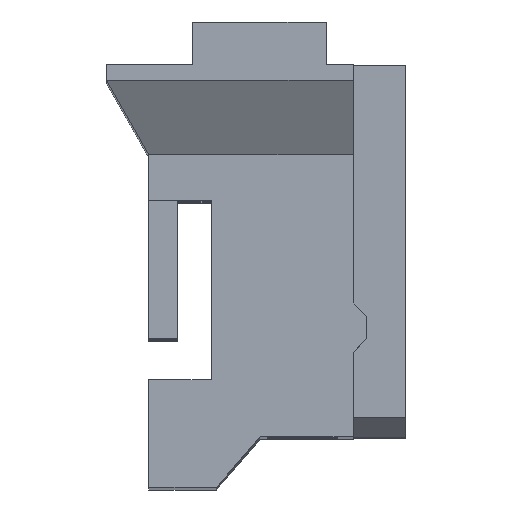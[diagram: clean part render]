
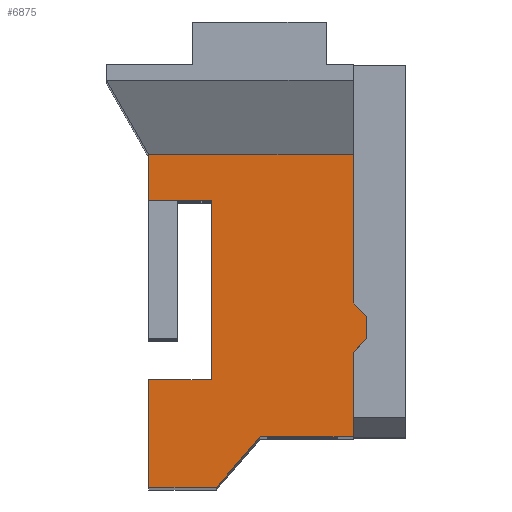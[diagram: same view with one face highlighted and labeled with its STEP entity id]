
A CAD part, top view. The second image highlights one B-rep face of the part: STEP entity #6875.
In plain terms, the highlighted planar face has unit normal (0, 0, 1).
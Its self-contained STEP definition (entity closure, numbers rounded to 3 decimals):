
#154=CARTESIAN_POINT('',(-1.615,4.318,12.265));
#155=VERTEX_POINT('',#154);
#162=CARTESIAN_POINT('',(-1.615,5.004,12.265));
#163=VERTEX_POINT('',#162);
#164=CARTESIAN_POINT('',(-1.615,5.004,12.265));
#165=DIRECTION('',(0.0,-1.0,0.0));
#166=VECTOR('',#165,1.0);
#167=LINE('',#164,#166);
#168=EDGE_CURVE('n� 694',#163,#155,#167,.T.);
#5079=CARTESIAN_POINT('',(-0.595,0.0,12.265));
#5080=VERTEX_POINT('',#5079);
#5087=CARTESIAN_POINT('',(-1.615,0.0,12.265));
#5088=VERTEX_POINT('',#5087);
#5089=CARTESIAN_POINT('',(-2.25,0.0,12.265));
#5090=DIRECTION('',(1.0,0.0,0.0));
#5091=VECTOR('',#5090,1.0);
#5092=LINE('',#5089,#5091);
#5093=EDGE_CURVE('n� 783',#5088,#5080,#5092,.T.);
#5117=CARTESIAN_POINT('',(0.066,0.762,12.265));
#5118=VERTEX_POINT('',#5117);
#5125=CARTESIAN_POINT('',(-0.595,0.0,12.265));
#5126=DIRECTION('',(0.655,0.756,0.0));
#5127=VECTOR('',#5126,1.0);
#5128=LINE('',#5125,#5127);
#5129=EDGE_CURVE('n� 766',#5080,#5118,#5128,.T.);
#5514=CARTESIAN_POINT('',(1.463,0.762,12.265));
#5515=VERTEX_POINT('',#5514);
#5524=CARTESIAN_POINT('',(0.066,0.762,12.265));
#5525=DIRECTION('',(1.0,0.0,0.0));
#5526=VECTOR('',#5525,1.0);
#5527=LINE('',#5524,#5526);
#5528=EDGE_CURVE('n� 767',#5118,#5515,#5527,.T.);
#6007=CARTESIAN_POINT('',(-1.615,1.613,12.265));
#6008=VERTEX_POINT('',#6007);
#6009=CARTESIAN_POINT('',(-1.615,5.004,12.265));
#6010=DIRECTION('',(0.0,-1.0,0.0));
#6011=VECTOR('',#6010,1.0);
#6012=LINE('',#6009,#6011);
#6013=EDGE_CURVE('n� 3711',#6008,#5088,#6012,.T.);
#6778=CARTESIAN_POINT('',(1.463,5.004,12.265));
#6779=VERTEX_POINT('',#6778);
#6780=CARTESIAN_POINT('',(-2.25,5.004,12.265));
#6781=DIRECTION('',(1.0,0.0,0.0));
#6782=VECTOR('',#6781,1.0);
#6783=LINE('',#6780,#6782);
#6784=EDGE_CURVE('n� 782',#163,#6779,#6783,.T.);
#6802=CARTESIAN_POINT('',(-0.675,1.613,12.265));
#6803=VERTEX_POINT('',#6802);
#6804=CARTESIAN_POINT('',(-0.675,4.318,12.265));
#6805=VERTEX_POINT('',#6804);
#6806=CARTESIAN_POINT('',(-0.675,4.318,12.265));
#6807=DIRECTION('',(0.0,1.0,0.0));
#6808=VECTOR('',#6807,1.0);
#6809=LINE('',#6806,#6808);
#6810=EDGE_CURVE('n� 3748',#6803,#6805,#6809,.T.);
#6811=ORIENTED_EDGE('',*,*,#6810,.F.);
#6812=CARTESIAN_POINT('',(-0.675,1.613,12.265));
#6813=DIRECTION('',(-1.0,0.0,0.0));
#6814=VECTOR('',#6813,1.0);
#6815=LINE('',#6812,#6814);
#6816=EDGE_CURVE('n� 3739',#6803,#6008,#6815,.T.);
#6817=ORIENTED_EDGE('',*,*,#6816,.T.);
#6818=ORIENTED_EDGE('',*,*,#6013,.T.);
#6819=ORIENTED_EDGE('',*,*,#5093,.T.);
#6820=ORIENTED_EDGE('',*,*,#5129,.T.);
#6821=ORIENTED_EDGE('',*,*,#5528,.T.);
#6822=CARTESIAN_POINT('',(1.463,2.032,12.265));
#6823=VERTEX_POINT('',#6822);
#6824=CARTESIAN_POINT('',(1.463,0.0,12.265));
#6825=DIRECTION('',(0.0,1.0,0.0));
#6826=VECTOR('',#6825,1.0);
#6827=LINE('',#6824,#6826);
#6828=EDGE_CURVE('n� 1562',#5515,#6823,#6827,.T.);
#6829=ORIENTED_EDGE('',*,*,#6828,.T.);
#6830=CARTESIAN_POINT('',(1.666,2.235,12.265));
#6831=VERTEX_POINT('',#6830);
#6832=CARTESIAN_POINT('',(1.463,2.032,12.265));
#6833=DIRECTION('',(0.707,0.707,0.0));
#6834=VECTOR('',#6833,1.0);
#6835=LINE('',#6832,#6834);
#6836=EDGE_CURVE('n� 2940',#6823,#6831,#6835,.T.);
#6837=ORIENTED_EDGE('',*,*,#6836,.T.);
#6838=CARTESIAN_POINT('',(1.666,2.569,12.265));
#6839=VERTEX_POINT('',#6838);
#6840=CARTESIAN_POINT('',(1.666,2.569,12.265));
#6841=DIRECTION('',(0.0,1.0,0.0));
#6842=VECTOR('',#6841,1.0);
#6843=LINE('',#6840,#6842);
#6844=EDGE_CURVE('n� 2943',#6831,#6839,#6843,.T.);
#6845=ORIENTED_EDGE('',*,*,#6844,.T.);
#6846=CARTESIAN_POINT('',(1.463,2.772,12.265));
#6847=VERTEX_POINT('',#6846);
#6848=CARTESIAN_POINT('',(1.463,2.772,12.265));
#6849=DIRECTION('',(-0.707,0.707,0.0));
#6850=VECTOR('',#6849,1.0);
#6851=LINE('',#6848,#6850);
#6852=EDGE_CURVE('n� 2934',#6839,#6847,#6851,.T.);
#6853=ORIENTED_EDGE('',*,*,#6852,.T.);
#6854=CARTESIAN_POINT('',(1.463,0.0,12.265));
#6855=DIRECTION('',(0.0,1.0,0.0));
#6856=VECTOR('',#6855,1.0);
#6857=LINE('',#6854,#6856);
#6858=EDGE_CURVE('n� 2900',#6847,#6779,#6857,.T.);
#6859=ORIENTED_EDGE('',*,*,#6858,.T.);
#6860=ORIENTED_EDGE('',*,*,#6784,.F.);
#6861=ORIENTED_EDGE('',*,*,#168,.T.);
#6862=CARTESIAN_POINT('',(-0.675,4.318,12.265));
#6863=DIRECTION('',(-1.0,0.0,0.0));
#6864=VECTOR('',#6863,1.0);
#6865=LINE('',#6862,#6864);
#6866=EDGE_CURVE('n� 3751',#6805,#155,#6865,.T.);
#6867=ORIENTED_EDGE('',*,*,#6866,.F.);
#6868=EDGE_LOOP('',(
    #6811,#6817,#6818,#6819,#6820,#6821,#6829,#6837,#6845,#6853,
    #6859,#6860,#6861,#6867));
#6869=FACE_OUTER_BOUND('',#6868,.T.);
#6870=CARTESIAN_POINT('',(-2.25,0.0,12.265));
#6871=DIRECTION('',(0.0,0.0,-1.0));
#6872=DIRECTION('',(-1.0,0.0,0.0));
#6873=AXIS2_PLACEMENT_3D('',#6870,#6871,#6872);
#6874=PLANE('',#6873);
#6875=ADVANCED_FACE('n� 851',(#6869),#6874,.F.);
